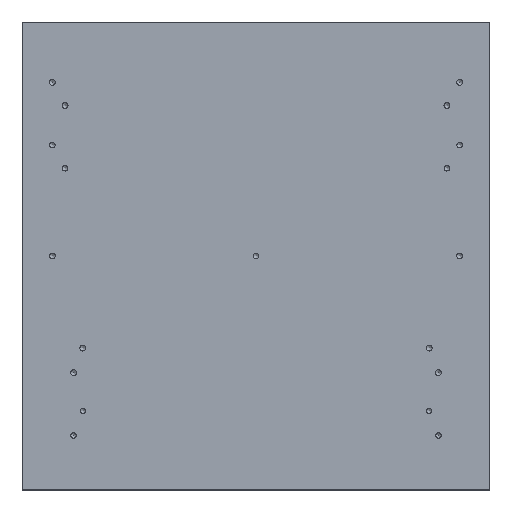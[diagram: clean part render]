
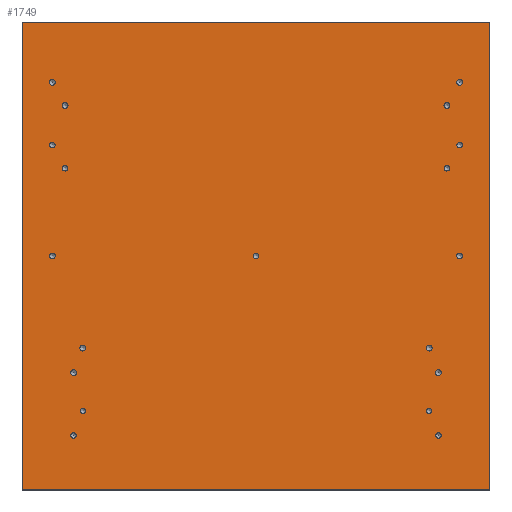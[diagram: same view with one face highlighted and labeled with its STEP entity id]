
A CAD part, top view. The second image highlights one B-rep face of the part: STEP entity #1749.
In plain terms, the highlighted planar face has unit normal (0, 0, 1).
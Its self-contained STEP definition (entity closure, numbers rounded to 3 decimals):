
#108=CARTESIAN_POINT('',(112.177,0.,23.876));
#109=VERTEX_POINT('',#108);
#110=CARTESIAN_POINT('',(110.577,0.,23.876));
#111=DIRECTION('',(0.0,0.0,-1.0));
#112=DIRECTION('',(1.0,0.0,0.0));
#113=AXIS2_PLACEMENT_3D('',#110,#111,#112);
#114=CIRCLE('',#113,1.6);
#115=EDGE_CURVE('',#109,#109,#114,.T.);
#187=CARTESIAN_POINT('',(1.6,0.0,23.876));
#188=VERTEX_POINT('',#187);
#189=CARTESIAN_POINT('',(0.0,0.0,23.876));
#190=DIRECTION('',(0.0,0.0,-1.0));
#191=DIRECTION('',(1.0,0.0,0.0));
#192=AXIS2_PLACEMENT_3D('',#189,#190,#191);
#193=CIRCLE('',#192,1.6);
#194=EDGE_CURVE('',#188,#188,#193,.T.);
#266=CARTESIAN_POINT('',(-108.976,0.,23.876));
#267=VERTEX_POINT('',#266);
#268=CARTESIAN_POINT('',(-110.576,0.,23.876));
#269=DIRECTION('',(0.0,0.0,-1.0));
#270=DIRECTION('',(1.0,0.0,0.0));
#271=AXIS2_PLACEMENT_3D('',#268,#269,#270);
#272=CIRCLE('',#271,1.6);
#273=EDGE_CURVE('',#267,#267,#272,.T.);
#345=CARTESIAN_POINT('',(105.24,81.652,23.876));
#346=VERTEX_POINT('',#345);
#347=CARTESIAN_POINT('',(103.64,81.652,23.876));
#348=DIRECTION('',(0.0,0.0,-1.0));
#349=DIRECTION('',(1.0,0.0,0.0));
#350=AXIS2_PLACEMENT_3D('',#347,#348,#349);
#351=CIRCLE('',#350,1.6);
#352=EDGE_CURVE('',#346,#346,#351,.T.);
#424=CARTESIAN_POINT('',(112.177,94.212,23.876));
#425=VERTEX_POINT('',#424);
#426=CARTESIAN_POINT('',(110.577,94.212,23.876));
#427=DIRECTION('',(0.0,0.0,-1.0));
#428=DIRECTION('',(1.0,0.0,0.0));
#429=AXIS2_PLACEMENT_3D('',#426,#427,#428);
#430=CIRCLE('',#429,1.6);
#431=EDGE_CURVE('',#425,#425,#430,.T.);
#503=CARTESIAN_POINT('',(-102.039,81.652,23.876));
#504=VERTEX_POINT('',#503);
#505=CARTESIAN_POINT('',(-103.639,81.652,23.876));
#506=DIRECTION('',(0.0,0.0,-1.0));
#507=DIRECTION('',(1.0,0.0,0.0));
#508=AXIS2_PLACEMENT_3D('',#505,#506,#507);
#509=CIRCLE('',#508,1.6);
#510=EDGE_CURVE('',#504,#504,#509,.T.);
#582=CARTESIAN_POINT('',(-108.976,94.212,23.876));
#583=VERTEX_POINT('',#582);
#584=CARTESIAN_POINT('',(-110.576,94.212,23.876));
#585=DIRECTION('',(0.0,0.0,-1.0));
#586=DIRECTION('',(1.0,0.0,0.0));
#587=AXIS2_PLACEMENT_3D('',#584,#585,#586);
#588=CIRCLE('',#587,1.6);
#589=EDGE_CURVE('',#583,#583,#588,.T.);
#661=CARTESIAN_POINT('',(100.623,-63.367,23.876));
#662=VERTEX_POINT('',#661);
#663=CARTESIAN_POINT('',(99.023,-63.367,23.876));
#664=DIRECTION('',(0.0,0.0,-1.0));
#665=DIRECTION('',(1.0,0.0,0.0));
#666=AXIS2_PLACEMENT_3D('',#663,#664,#665);
#667=CIRCLE('',#666,1.6);
#668=EDGE_CURVE('',#662,#662,#667,.T.);
#740=CARTESIAN_POINT('',(95.587,-50.,23.876));
#741=VERTEX_POINT('',#740);
#742=CARTESIAN_POINT('',(93.987,-50.,23.876));
#743=DIRECTION('',(0.0,0.0,-1.0));
#744=DIRECTION('',(1.0,0.0,0.0));
#745=AXIS2_PLACEMENT_3D('',#742,#743,#744);
#746=CIRCLE('',#745,1.6);
#747=EDGE_CURVE('',#741,#741,#746,.T.);
#819=CARTESIAN_POINT('',(-97.422,-63.367,23.876));
#820=VERTEX_POINT('',#819);
#821=CARTESIAN_POINT('',(-99.022,-63.367,23.876));
#822=DIRECTION('',(0.0,0.0,-1.0));
#823=DIRECTION('',(1.0,0.0,0.0));
#824=AXIS2_PLACEMENT_3D('',#821,#822,#823);
#825=CIRCLE('',#824,1.6);
#826=EDGE_CURVE('',#820,#820,#825,.T.);
#898=CARTESIAN_POINT('',(-92.386,-50.,23.876));
#899=VERTEX_POINT('',#898);
#900=CARTESIAN_POINT('',(-93.986,-50.,23.876));
#901=DIRECTION('',(0.0,0.0,-1.0));
#902=DIRECTION('',(1.0,0.0,0.0));
#903=AXIS2_PLACEMENT_3D('',#900,#901,#902);
#904=CIRCLE('',#903,1.6);
#905=EDGE_CURVE('',#899,#899,#904,.T.);
#977=CARTESIAN_POINT('',(105.139,47.599,23.876));
#978=VERTEX_POINT('',#977);
#979=CARTESIAN_POINT('',(103.639,47.599,23.876));
#980=DIRECTION('',(0.0,0.0,-1.0));
#981=DIRECTION('',(1.0,0.0,0.0));
#982=AXIS2_PLACEMENT_3D('',#979,#980,#981);
#983=CIRCLE('',#982,1.5);
#984=EDGE_CURVE('',#978,#978,#983,.T.);
#1056=CARTESIAN_POINT('',(95.487,-84.052,23.876));
#1057=VERTEX_POINT('',#1056);
#1058=CARTESIAN_POINT('',(93.987,-84.052,23.876));
#1059=DIRECTION('',(0.0,0.0,-1.0));
#1060=DIRECTION('',(1.0,0.0,0.0));
#1061=AXIS2_PLACEMENT_3D('',#1058,#1059,#1060);
#1062=CIRCLE('',#1061,1.5);
#1063=EDGE_CURVE('',#1057,#1057,#1062,.T.);
#1135=CARTESIAN_POINT('',(-92.487,-84.052,23.876));
#1136=VERTEX_POINT('',#1135);
#1137=CARTESIAN_POINT('',(-93.987,-84.052,23.876));
#1138=DIRECTION('',(0.0,0.0,-1.0));
#1139=DIRECTION('',(1.0,0.0,0.0));
#1140=AXIS2_PLACEMENT_3D('',#1137,#1138,#1139);
#1141=CIRCLE('',#1140,1.5);
#1142=EDGE_CURVE('',#1136,#1136,#1141,.T.);
#1214=CARTESIAN_POINT('',(-102.139,47.599,23.876));
#1215=VERTEX_POINT('',#1214);
#1216=CARTESIAN_POINT('',(-103.639,47.599,23.876));
#1217=DIRECTION('',(0.0,0.0,-1.0));
#1218=DIRECTION('',(1.0,0.0,0.0));
#1219=AXIS2_PLACEMENT_3D('',#1216,#1217,#1218);
#1220=CIRCLE('',#1219,1.5);
#1221=EDGE_CURVE('',#1215,#1215,#1220,.T.);
#1293=CARTESIAN_POINT('',(112.076,60.16,23.876));
#1294=VERTEX_POINT('',#1293);
#1295=CARTESIAN_POINT('',(110.576,60.16,23.876));
#1296=DIRECTION('',(0.0,0.0,-1.0));
#1297=DIRECTION('',(1.0,0.0,0.0));
#1298=AXIS2_PLACEMENT_3D('',#1295,#1296,#1297);
#1299=CIRCLE('',#1298,1.5);
#1300=EDGE_CURVE('',#1294,#1294,#1299,.T.);
#1372=CARTESIAN_POINT('',(100.523,-97.419,23.876));
#1373=VERTEX_POINT('',#1372);
#1374=CARTESIAN_POINT('',(99.023,-97.419,23.876));
#1375=DIRECTION('',(0.0,0.0,-1.0));
#1376=DIRECTION('',(1.0,0.0,0.0));
#1377=AXIS2_PLACEMENT_3D('',#1374,#1375,#1376);
#1378=CIRCLE('',#1377,1.5);
#1379=EDGE_CURVE('',#1373,#1373,#1378,.T.);
#1451=CARTESIAN_POINT('',(-97.523,-97.419,23.876));
#1452=VERTEX_POINT('',#1451);
#1453=CARTESIAN_POINT('',(-99.023,-97.419,23.876));
#1454=DIRECTION('',(0.0,0.0,-1.0));
#1455=DIRECTION('',(1.0,0.0,0.0));
#1456=AXIS2_PLACEMENT_3D('',#1453,#1454,#1455);
#1457=CIRCLE('',#1456,1.5);
#1458=EDGE_CURVE('',#1452,#1452,#1457,.T.);
#1530=CARTESIAN_POINT('',(-109.076,60.16,23.876));
#1531=VERTEX_POINT('',#1530);
#1532=CARTESIAN_POINT('',(-110.576,60.16,23.876));
#1533=DIRECTION('',(0.0,0.0,-1.0));
#1534=DIRECTION('',(1.0,0.0,0.0));
#1535=AXIS2_PLACEMENT_3D('',#1532,#1533,#1534);
#1536=CIRCLE('',#1535,1.5);
#1537=EDGE_CURVE('',#1531,#1531,#1536,.T.);
#1550=CARTESIAN_POINT('',(-127.0,-127.0,23.876));
#1551=VERTEX_POINT('',#1550);
#1552=CARTESIAN_POINT('',(-127.,127.,23.876));
#1553=VERTEX_POINT('',#1552);
#1554=CARTESIAN_POINT('',(-127.0,-127.0,23.876));
#1555=DIRECTION('',(0.0,1.0,0.0));
#1556=VECTOR('',#1555,254.);
#1557=LINE('',#1554,#1556);
#1558=EDGE_CURVE('',#1551,#1553,#1557,.T.);
#1590=CARTESIAN_POINT('',(127.,127.,23.876));
#1591=VERTEX_POINT('',#1590);
#1592=CARTESIAN_POINT('',(-127.,127.,23.876));
#1593=DIRECTION('',(1.0,0.0,0.0));
#1594=VECTOR('',#1593,254.);
#1595=LINE('',#1592,#1594);
#1596=EDGE_CURVE('',#1553,#1591,#1595,.T.);
#1621=CARTESIAN_POINT('',(127.,-127.0,23.876));
#1622=VERTEX_POINT('',#1621);
#1623=CARTESIAN_POINT('',(127.,127.,23.876));
#1624=DIRECTION('',(0.0,-1.0,0.0));
#1625=VECTOR('',#1624,254.);
#1626=LINE('',#1623,#1625);
#1627=EDGE_CURVE('',#1591,#1622,#1626,.T.);
#1652=CARTESIAN_POINT('',(127.,-127.0,23.876));
#1653=DIRECTION('',(-1.0,0.0,0.0));
#1654=VECTOR('',#1653,254.);
#1655=LINE('',#1652,#1654);
#1656=EDGE_CURVE('',#1622,#1551,#1655,.T.);
#1681=CARTESIAN_POINT('',(63.5,0.,23.876));
#1682=DIRECTION('',(0.0,0.0,1.0));
#1683=DIRECTION('',(1.0,0.0,0.0));
#1684=AXIS2_PLACEMENT_3D('',#1681,#1682,#1683);
#1685=PLANE('',#1684);
#1686=ORIENTED_EDGE('',*,*,#1656,.F.);
#1687=ORIENTED_EDGE('',*,*,#1627,.F.);
#1688=ORIENTED_EDGE('',*,*,#1596,.F.);
#1689=ORIENTED_EDGE('',*,*,#1558,.F.);
#1690=EDGE_LOOP('',(#1686,#1687,#1688,#1689));
#1691=FACE_OUTER_BOUND('',#1690,.T.);
#1692=ORIENTED_EDGE('',*,*,#115,.T.);
#1693=EDGE_LOOP('',(#1692));
#1694=FACE_BOUND('',#1693,.T.);
#1695=ORIENTED_EDGE('',*,*,#194,.T.);
#1696=EDGE_LOOP('',(#1695));
#1697=FACE_BOUND('',#1696,.T.);
#1698=ORIENTED_EDGE('',*,*,#273,.T.);
#1699=EDGE_LOOP('',(#1698));
#1700=FACE_BOUND('',#1699,.T.);
#1701=ORIENTED_EDGE('',*,*,#352,.T.);
#1702=EDGE_LOOP('',(#1701));
#1703=FACE_BOUND('',#1702,.T.);
#1704=ORIENTED_EDGE('',*,*,#431,.T.);
#1705=EDGE_LOOP('',(#1704));
#1706=FACE_BOUND('',#1705,.T.);
#1707=ORIENTED_EDGE('',*,*,#510,.T.);
#1708=EDGE_LOOP('',(#1707));
#1709=FACE_BOUND('',#1708,.T.);
#1710=ORIENTED_EDGE('',*,*,#589,.T.);
#1711=EDGE_LOOP('',(#1710));
#1712=FACE_BOUND('',#1711,.T.);
#1713=ORIENTED_EDGE('',*,*,#668,.T.);
#1714=EDGE_LOOP('',(#1713));
#1715=FACE_BOUND('',#1714,.T.);
#1716=ORIENTED_EDGE('',*,*,#747,.T.);
#1717=EDGE_LOOP('',(#1716));
#1718=FACE_BOUND('',#1717,.T.);
#1719=ORIENTED_EDGE('',*,*,#826,.T.);
#1720=EDGE_LOOP('',(#1719));
#1721=FACE_BOUND('',#1720,.T.);
#1722=ORIENTED_EDGE('',*,*,#905,.T.);
#1723=EDGE_LOOP('',(#1722));
#1724=FACE_BOUND('',#1723,.T.);
#1725=ORIENTED_EDGE('',*,*,#984,.T.);
#1726=EDGE_LOOP('',(#1725));
#1727=FACE_BOUND('',#1726,.T.);
#1728=ORIENTED_EDGE('',*,*,#1063,.T.);
#1729=EDGE_LOOP('',(#1728));
#1730=FACE_BOUND('',#1729,.T.);
#1731=ORIENTED_EDGE('',*,*,#1142,.T.);
#1732=EDGE_LOOP('',(#1731));
#1733=FACE_BOUND('',#1732,.T.);
#1734=ORIENTED_EDGE('',*,*,#1221,.T.);
#1735=EDGE_LOOP('',(#1734));
#1736=FACE_BOUND('',#1735,.T.);
#1737=ORIENTED_EDGE('',*,*,#1300,.T.);
#1738=EDGE_LOOP('',(#1737));
#1739=FACE_BOUND('',#1738,.T.);
#1740=ORIENTED_EDGE('',*,*,#1379,.T.);
#1741=EDGE_LOOP('',(#1740));
#1742=FACE_BOUND('',#1741,.T.);
#1743=ORIENTED_EDGE('',*,*,#1458,.T.);
#1744=EDGE_LOOP('',(#1743));
#1745=FACE_BOUND('',#1744,.T.);
#1746=ORIENTED_EDGE('',*,*,#1537,.T.);
#1747=EDGE_LOOP('',(#1746));
#1748=FACE_BOUND('',#1747,.T.);
#1749=ADVANCED_FACE('',(#1691,#1694,#1697,#1700,#1703,#1706,#1709,#1712,#1715,#1718,#1721,#1724,#1727,#1730,#1733,#1736,#1739,#1742,#1745,#1748),#1685,.T.);
